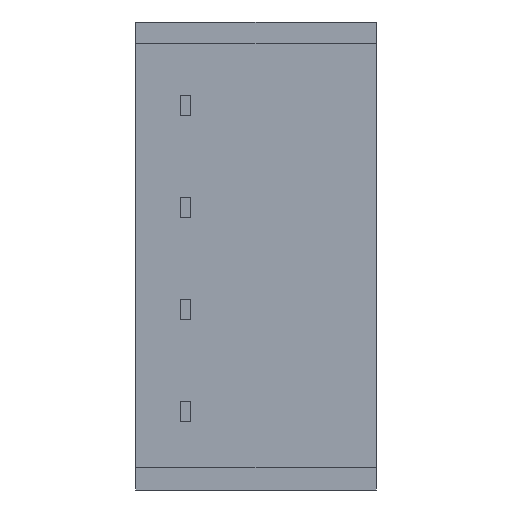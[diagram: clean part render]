
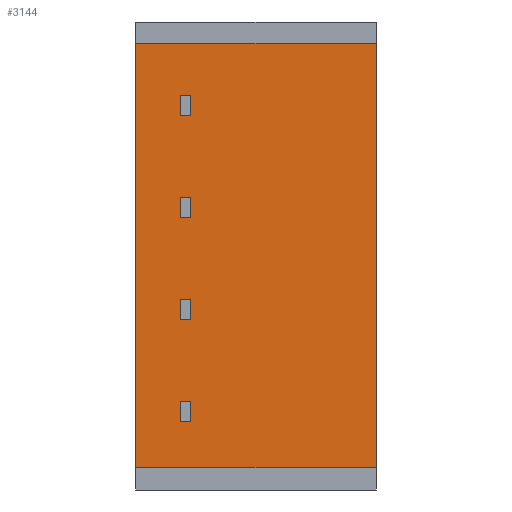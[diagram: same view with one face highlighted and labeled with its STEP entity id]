
A CAD part, front view. The second image highlights one B-rep face of the part: STEP entity #3144.
In plain terms, the highlighted planar face has unit normal (0, -1, 0).
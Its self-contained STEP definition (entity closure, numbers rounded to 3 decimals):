
#258=FACE_OUTER_BOUND('',#450,.T.);
#450=EDGE_LOOP('',(#2724,#2725,#2726,#2727));
#805=LINE('',#4972,#1197);
#816=LINE('',#4998,#1208);
#817=LINE('',#5001,#1209);
#818=LINE('',#5002,#1210);
#1197=VECTOR('',#4080,10.);
#1208=VECTOR('',#4109,10.);
#1209=VECTOR('',#4112,10.);
#1210=VECTOR('',#4113,10.);
#1509=VERTEX_POINT('',#4969);
#1510=VERTEX_POINT('',#4971);
#1516=VERTEX_POINT('',#4996);
#1517=VERTEX_POINT('',#5000);
#1917=EDGE_CURVE('',#1509,#1510,#805,.T.);
#1928=EDGE_CURVE('',#1509,#1516,#816,.T.);
#1929=EDGE_CURVE('',#1517,#1516,#817,.T.);
#1930=EDGE_CURVE('',#1510,#1517,#818,.T.);
#2724=ORIENTED_EDGE('',*,*,#1917,.F.);
#2725=ORIENTED_EDGE('',*,*,#1928,.T.);
#2726=ORIENTED_EDGE('',*,*,#1929,.F.);
#2727=ORIENTED_EDGE('',*,*,#1930,.F.);
#2971=PLANE('',#3375);
#3144=ADVANCED_FACE('',(#258),#2971,.T.);
#3375=AXIS2_PLACEMENT_3D('',#4999,#4110,#4111);
#4080=DIRECTION('',(0.,0.,1.));
#4109=DIRECTION('',(1.,0.,0.));
#4110=DIRECTION('center_axis',(0.,-1.,0.));
#4111=DIRECTION('ref_axis',(0.,0.,-1.));
#4112=DIRECTION('',(0.,0.,-1.));
#4113=DIRECTION('',(1.,0.,0.));
#4969=CARTESIAN_POINT('',(-13.882,-9.172,-16.873));
#4971=CARTESIAN_POINT('',(-13.882,-9.172,-6.295));
#4972=CARTESIAN_POINT('',(-13.882,-9.172,-17.422));
#4996=CARTESIAN_POINT('',(-7.882,-9.172,-16.873));
#4998=CARTESIAN_POINT('',(-13.882,-9.172,-16.873));
#4999=CARTESIAN_POINT('Origin',(-13.882,-9.172,-6.295));
#5000=CARTESIAN_POINT('',(-7.882,-9.172,-6.295));
#5001=CARTESIAN_POINT('',(-7.882,-9.172,-17.422));
#5002=CARTESIAN_POINT('',(-13.882,-9.172,-6.295));
